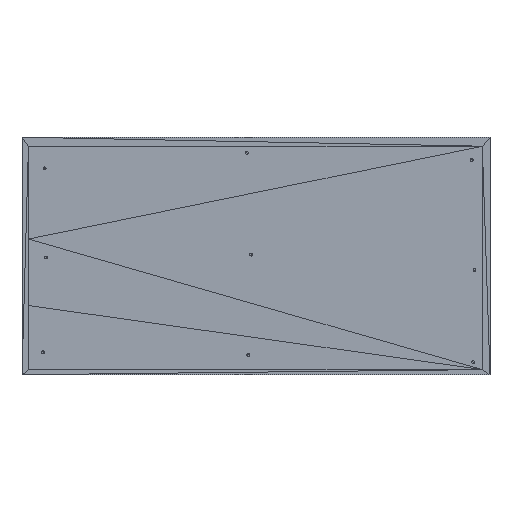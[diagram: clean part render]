
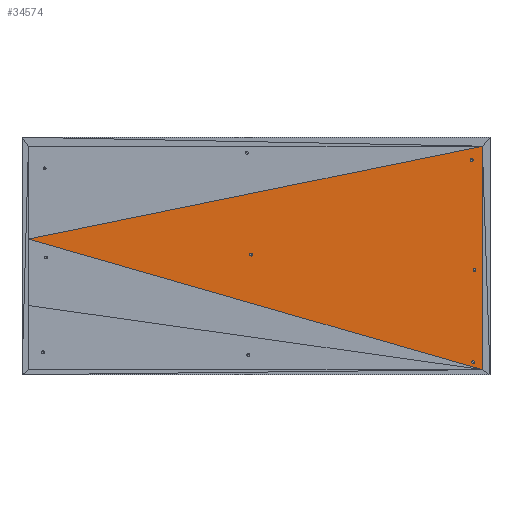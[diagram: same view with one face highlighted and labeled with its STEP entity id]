
A CAD part, top view. The second image highlights one B-rep face of the part: STEP entity #34574.
In plain terms, the highlighted face is planar.
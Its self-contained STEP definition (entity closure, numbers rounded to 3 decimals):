
#34071 = VERTEX_POINT('',#34072);
#34072 = CARTESIAN_POINT('',(-79.453,8.002,
    4.998));
#34156 = VERTEX_POINT('',#34157);
#34157 = CARTESIAN_POINT('',(241.553,-84.378,
    4.998));
#34185 = EDGE_CURVE('',#34186,#34156,#34188,.T.);
#34186 = VERTEX_POINT('',#34187);
#34187 = CARTESIAN_POINT('',(241.553,73.628,
    4.998));
#34188 = LINE('',#34189,#34190);
#34189 = CARTESIAN_POINT('',(241.553,73.628,
    4.998));
#34190 = VECTOR('',#34191,1.);
#34191 = DIRECTION('',(0.,-1.,0.));
#34574 = ADVANCED_FACE('',(#34575),#34590,.F.);
#34575 = FACE_BOUND('',#34576,.F.);
#34576 = EDGE_LOOP('',(#34577,#34578,#34584));
#34577 = ORIENTED_EDGE('',*,*,#34185,.F.);
#34578 = ORIENTED_EDGE('',*,*,#34579,.T.);
#34579 = EDGE_CURVE('',#34186,#34071,#34580,.T.);
#34580 = LINE('',#34581,#34582);
#34581 = CARTESIAN_POINT('',(241.553,73.628,
    4.998));
#34582 = VECTOR('',#34583,1.);
#34583 = DIRECTION('',(-0.98,-0.2,0.));
#34584 = ORIENTED_EDGE('',*,*,#34585,.T.);
#34585 = EDGE_CURVE('',#34071,#34156,#34586,.T.);
#34586 = LINE('',#34587,#34588);
#34587 = CARTESIAN_POINT('',(-79.453,8.002,
    4.998));
#34588 = VECTOR('',#34589,1.);
#34589 = DIRECTION('',(0.961,-0.277,0.));
#34590 = PLANE('',#34591);
#34591 = AXIS2_PLACEMENT_3D('',#34592,#34593,#34594);
#34592 = CARTESIAN_POINT('',(111.989,-0.284,
    4.998));
#34593 = DIRECTION('',(0.,0.,1.));
#34594 = DIRECTION('',(1.,0.,-0.));
